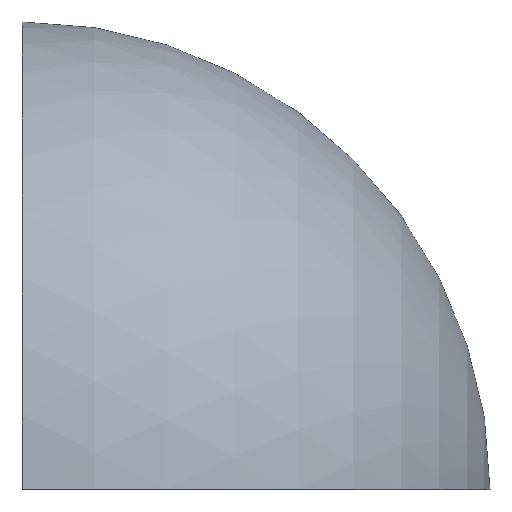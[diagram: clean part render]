
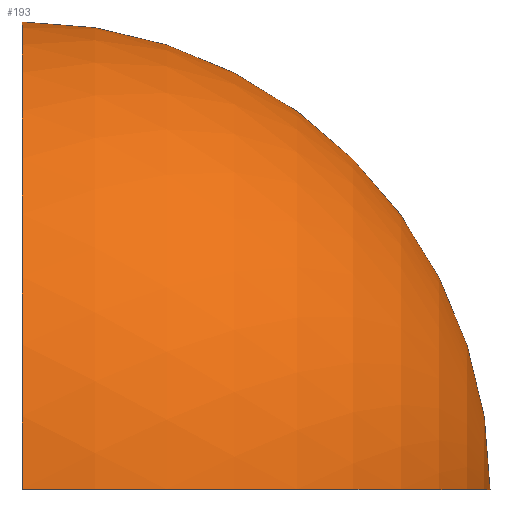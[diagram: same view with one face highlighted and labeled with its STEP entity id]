
A CAD part, top view. The second image highlights one B-rep face of the part: STEP entity #193.
In plain terms, the highlighted spherical face has radius 27.305 mm.
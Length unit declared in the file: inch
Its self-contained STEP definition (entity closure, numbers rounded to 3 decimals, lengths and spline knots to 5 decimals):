
#5 = DIRECTION ( 'NONE',  ( -1., 0., 0. ) ) ;
#10 = CIRCLE ( 'NONE', #66, 1.075 ) ;
#12 = AXIS2_PLACEMENT_3D ( 'NONE', #110, #197, #159 ) ;
#19 = CARTESIAN_POINT ( 'NONE',  ( 1.075, -1.075, 0. ) ) ;
#31 = CIRCLE ( 'NONE', #83, 1.075 ) ;
#36 = EDGE_LOOP ( 'NONE', ( #135, #64, #46 ) ) ;
#37 = DIRECTION ( 'NONE',  ( -1., 0., 0. ) ) ;
#42 = DIRECTION ( 'NONE',  ( 0., 0., 1. ) ) ;
#46 = ORIENTED_EDGE ( 'NONE', *, *, #155, .F. ) ;
#47 = CARTESIAN_POINT ( 'NONE',  ( 0., -1.075, 0. ) ) ;
#58 = CARTESIAN_POINT ( 'NONE',  ( 0., -1.075, 0. ) ) ;
#61 = CARTESIAN_POINT ( 'NONE',  ( 0., -1.075, 1.075 ) ) ;
#64 = ORIENTED_EDGE ( 'NONE', *, *, #153, .T. ) ;
#66 = AXIS2_PLACEMENT_3D ( 'NONE', #47, #5, #124 ) ;
#69 = VERTEX_POINT ( 'NONE', #151 ) ;
#70 = AXIS2_PLACEMENT_3D ( 'NONE', #58, #148, #42 ) ;
#83 = AXIS2_PLACEMENT_3D ( 'NONE', #181, #95, #37 ) ;
#86 = SPHERICAL_SURFACE ( 'NONE', #12, 1.075 ) ;
#90 = VERTEX_POINT ( 'NONE', #61 ) ;
#95 = DIRECTION ( 'NONE',  ( 0., 0., 1. ) ) ;
#110 = CARTESIAN_POINT ( 'NONE',  ( 0., -1.075, 0. ) ) ;
#117 = EDGE_CURVE ( 'NONE', #90, #176, #175, .T. ) ;
#124 = DIRECTION ( 'NONE',  ( 0., 0., -1. ) ) ;
#135 = ORIENTED_EDGE ( 'NONE', *, *, #117, .T. ) ;
#148 = DIRECTION ( 'NONE',  ( 0., 1., 0. ) ) ;
#151 = CARTESIAN_POINT ( 'NONE',  ( 0., 0., 0. ) ) ;
#153 = EDGE_CURVE ( 'NONE', #176, #69, #31, .T. ) ;
#155 = EDGE_CURVE ( 'NONE', #90, #69, #10, .T. ) ;
#159 = DIRECTION ( 'NONE',  ( 0., 0., 1. ) ) ;
#175 = CIRCLE ( 'NONE', #70, 1.075 ) ;
#176 = VERTEX_POINT ( 'NONE', #19 ) ;
#181 = CARTESIAN_POINT ( 'NONE',  ( 0., -1.075, 0. ) ) ;
#182 = FACE_OUTER_BOUND ( 'NONE', #36, .T. ) ;
#193 = ADVANCED_FACE ( 'NONE', ( #182 ), #86, .T. ) ;
#197 = DIRECTION ( 'NONE',  ( 1., 0., 0. ) ) ;
